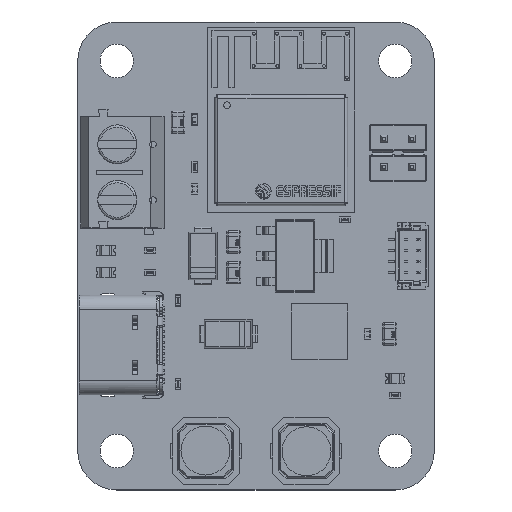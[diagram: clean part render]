
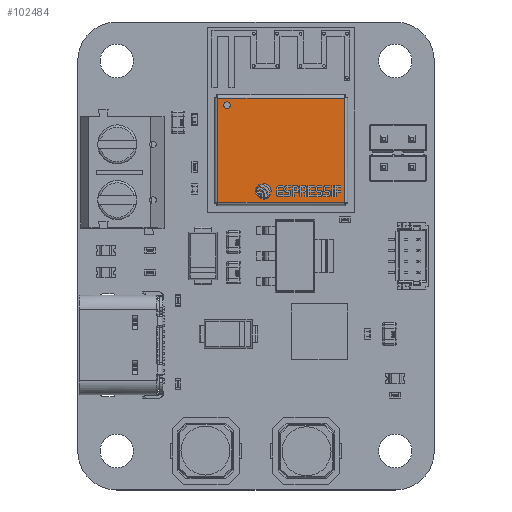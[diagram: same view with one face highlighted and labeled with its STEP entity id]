
A CAD part, top view. The second image highlights one B-rep face of the part: STEP entity #102484.
In plain terms, the highlighted face is planar.
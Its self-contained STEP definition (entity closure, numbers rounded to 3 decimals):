
#102484 = ADVANCED_FACE('',(#102485),#102519,.T.);
#102485 = FACE_BOUND('',#102486,.T.);
#102486 = EDGE_LOOP('',(#102487,#102497,#102505,#102513));
#102487 = ORIENTED_EDGE('',*,*,#102488,.T.);
#102488 = EDGE_CURVE('',#102489,#102491,#102493,.T.);
#102489 = VERTEX_POINT('',#102490);
#102490 = CARTESIAN_POINT('',(5.68,2.55,7.38));
#102491 = VERTEX_POINT('',#102492);
#102492 = CARTESIAN_POINT('',(5.68,2.55,-1.97));
#102493 = LINE('',#102494,#102495);
#102494 = CARTESIAN_POINT('',(5.68,2.55,7.473));
#102495 = VECTOR('',#102496,1.);
#102496 = DIRECTION('',(0.,0.,-1.));
#102497 = ORIENTED_EDGE('',*,*,#102498,.T.);
#102498 = EDGE_CURVE('',#102491,#102499,#102501,.T.);
#102499 = VERTEX_POINT('',#102500);
#102500 = CARTESIAN_POINT('',(-5.67,2.55,-1.97));
#102501 = LINE('',#102502,#102503);
#102502 = CARTESIAN_POINT('',(5.773,2.55,-1.97));
#102503 = VECTOR('',#102504,1.);
#102504 = DIRECTION('',(-1.,0.,0.));
#102505 = ORIENTED_EDGE('',*,*,#102506,.T.);
#102506 = EDGE_CURVE('',#102499,#102507,#102509,.T.);
#102507 = VERTEX_POINT('',#102508);
#102508 = CARTESIAN_POINT('',(-5.67,2.55,7.38));
#102509 = LINE('',#102510,#102511);
#102510 = CARTESIAN_POINT('',(-5.67,2.55,-2.063));
#102511 = VECTOR('',#102512,1.);
#102512 = DIRECTION('',(0.,0.,1.));
#102513 = ORIENTED_EDGE('',*,*,#102514,.T.);
#102514 = EDGE_CURVE('',#102507,#102489,#102515,.T.);
#102515 = LINE('',#102516,#102517);
#102516 = CARTESIAN_POINT('',(-5.763,2.55,7.38));
#102517 = VECTOR('',#102518,1.);
#102518 = DIRECTION('',(1.,0.,0.));
#102519 = PLANE('',#102520);
#102520 = AXIS2_PLACEMENT_3D('',#102521,#102522,#102523);
#102521 = CARTESIAN_POINT('',(0.,2.55,0.));
#102522 = DIRECTION('',(0.,1.,0.));
#102523 = DIRECTION('',(0.,-0.,1.));
